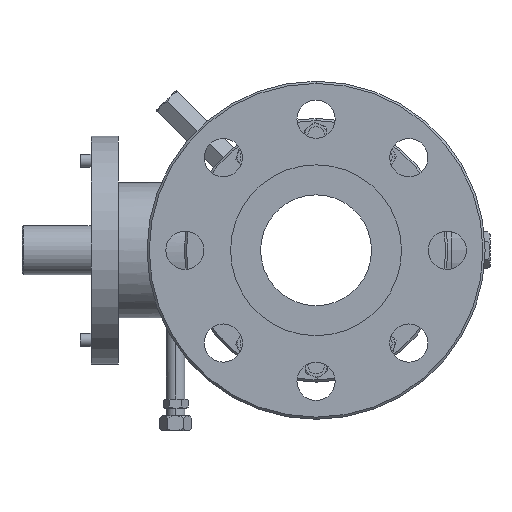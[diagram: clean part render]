
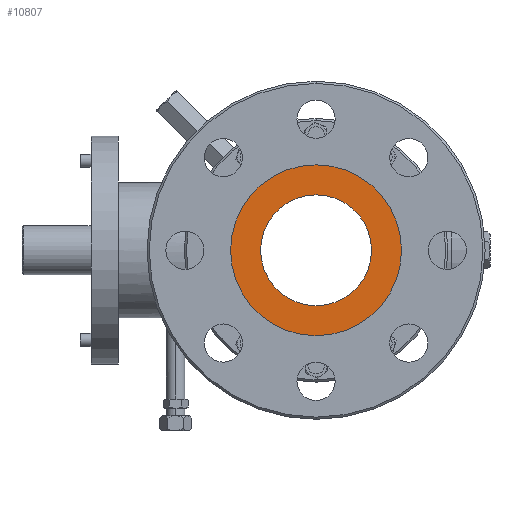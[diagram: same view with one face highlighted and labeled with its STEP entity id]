
A CAD part, left-side view. The second image highlights one B-rep face of the part: STEP entity #10807.
In plain terms, the highlighted planar face has unit normal (-1, 0, 0).
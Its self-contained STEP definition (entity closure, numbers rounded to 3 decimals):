
#316 = CARTESIAN_POINT ( 'NONE',  ( -273., 0., 0. ) ) ;
#1308 = VERTEX_POINT ( 'NONE', #15992 ) ;
#2337 = ORIENTED_EDGE ( 'NONE', *, *, #14278, .F. ) ;
#2557 = AXIS2_PLACEMENT_3D ( 'NONE', #9436, #15767, #23848 ) ;
#2578 = CARTESIAN_POINT ( 'NONE',  ( -273., 0., -78.6 ) ) ;
#2860 = CARTESIAN_POINT ( 'NONE',  ( -273., 0., 51. ) ) ;
#4331 = DIRECTION ( 'NONE',  ( 1., 0., 0. ) ) ;
#6122 = DIRECTION ( 'NONE',  ( 1., 0., 0. ) ) ;
#6437 = CARTESIAN_POINT ( 'NONE',  ( -273., 0., -51. ) ) ;
#6752 = AXIS2_PLACEMENT_3D ( 'NONE', #24704, #6122, #24978 ) ;
#7173 = DIRECTION ( 'NONE',  ( 0., 0., -1. ) ) ;
#9189 = EDGE_LOOP ( 'NONE', ( #11798, #2337 ) ) ;
#9333 = CIRCLE ( 'NONE', #6752, 78.6 ) ;
#9436 = CARTESIAN_POINT ( 'NONE',  ( -273., 0., 0. ) ) ;
#10453 = EDGE_CURVE ( 'NONE', #16815, #16260, #20339, .T. ) ;
#10807 = ADVANCED_FACE ( 'NONE', ( #14955, #11168 ), #21411, .T. ) ;
#10887 = AXIS2_PLACEMENT_3D ( 'NONE', #11201, #19038, #7173 ) ;
#11168 = FACE_BOUND ( 'NONE', #21505, .T. ) ;
#11201 = CARTESIAN_POINT ( 'NONE',  ( -273., 0., 0. ) ) ;
#11798 = ORIENTED_EDGE ( 'NONE', *, *, #24169, .F. ) ;
#14278 = EDGE_CURVE ( 'NONE', #20096, #1308, #9333, .T. ) ;
#14886 = ORIENTED_EDGE ( 'NONE', *, *, #16902, .T. ) ;
#14955 = FACE_OUTER_BOUND ( 'NONE', #9189, .T. ) ;
#15767 = DIRECTION ( 'NONE',  ( 1., 0., 0. ) ) ;
#15992 = CARTESIAN_POINT ( 'NONE',  ( -273., 0., 78.6 ) ) ;
#16260 = VERTEX_POINT ( 'NONE', #6437 ) ;
#16453 = DIRECTION ( 'NONE',  ( 0., 0., -1. ) ) ;
#16625 = AXIS2_PLACEMENT_3D ( 'NONE', #316, #4331, #16453 ) ;
#16815 = VERTEX_POINT ( 'NONE', #2860 ) ;
#16902 = EDGE_CURVE ( 'NONE', #16260, #16815, #25791, .T. ) ;
#18341 = CIRCLE ( 'NONE', #16625, 78.6 ) ;
#19038 = DIRECTION ( 'NONE',  ( 1., 0., 0. ) ) ;
#19269 = DIRECTION ( 'NONE',  ( -1., 0., 0. ) ) ;
#19427 = AXIS2_PLACEMENT_3D ( 'NONE', #21012, #19269, #23169 ) ;
#19887 = ORIENTED_EDGE ( 'NONE', *, *, #10453, .T. ) ;
#20096 = VERTEX_POINT ( 'NONE', #2578 ) ;
#20339 = CIRCLE ( 'NONE', #10887, 51. ) ;
#21012 = CARTESIAN_POINT ( 'NONE',  ( -273., 0., 0. ) ) ;
#21411 = PLANE ( 'NONE',  #19427 ) ;
#21505 = EDGE_LOOP ( 'NONE', ( #19887, #14886 ) ) ;
#23169 = DIRECTION ( 'NONE',  ( 0., 0., -1. ) ) ;
#23848 = DIRECTION ( 'NONE',  ( 0., 0., -1. ) ) ;
#24169 = EDGE_CURVE ( 'NONE', #1308, #20096, #18341, .T. ) ;
#24704 = CARTESIAN_POINT ( 'NONE',  ( -273., 0., 0. ) ) ;
#24978 = DIRECTION ( 'NONE',  ( 0., 0., -1. ) ) ;
#25791 = CIRCLE ( 'NONE', #2557, 51. ) ;
